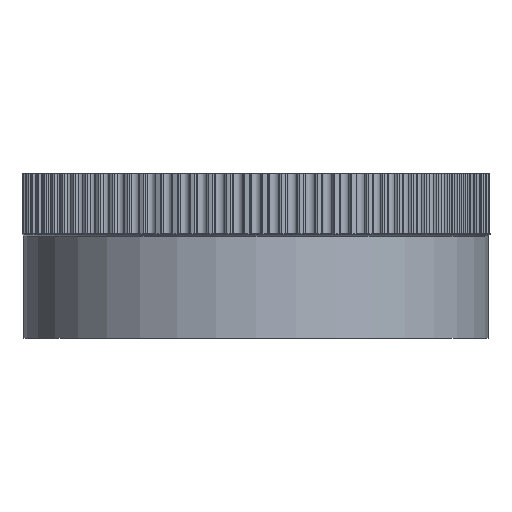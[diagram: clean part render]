
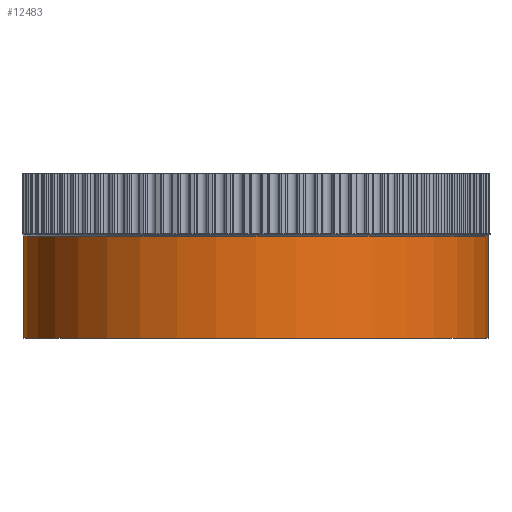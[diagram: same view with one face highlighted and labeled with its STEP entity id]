
A CAD part, front view. The second image highlights one B-rep face of the part: STEP entity #12483.
In plain terms, the highlighted cylindrical face has radius 25 mm (diameter 50 mm), a full revolution.
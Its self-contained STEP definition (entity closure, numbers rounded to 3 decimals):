
#986=FACE_OUTER_BOUND('',#1720,.T.);
#1720=EDGE_LOOP('',(#11238,#11239,#11240,#11241,#11242));
#2259=LINE('',#23534,#2793);
#2793=VECTOR('',#19376,25.);
#4178=CIRCLE('',#14605,25.);
#4179=CIRCLE('',#14606,25.);
#4185=CIRCLE('',#14619,25.);
#5409=VERTEX_POINT('',#23507);
#5410=VERTEX_POINT('',#23509);
#5415=VERTEX_POINT('',#23533);
#7346=EDGE_CURVE('',#5409,#5410,#4178,.T.);
#7347=EDGE_CURVE('',#5410,#5409,#4179,.T.);
#7358=EDGE_CURVE('',#5410,#5415,#2259,.T.);
#7359=EDGE_CURVE('',#5415,#5415,#4185,.T.);
#11238=ORIENTED_EDGE('',*,*,#7347,.F.);
#11239=ORIENTED_EDGE('',*,*,#7358,.T.);
#11240=ORIENTED_EDGE('',*,*,#7359,.T.);
#11241=ORIENTED_EDGE('',*,*,#7358,.F.);
#11242=ORIENTED_EDGE('',*,*,#7346,.F.);
#11761=CYLINDRICAL_SURFACE('',#14618,25.);
#12483=ADVANCED_FACE('',(#986),#11761,.T.);
#14605=AXIS2_PLACEMENT_3D('',#23510,#19343,#19344);
#14606=AXIS2_PLACEMENT_3D('',#23511,#19345,#19346);
#14618=AXIS2_PLACEMENT_3D('',#23532,#19374,#19375);
#14619=AXIS2_PLACEMENT_3D('',#23535,#19377,#19378);
#19343=DIRECTION('center_axis',(0.,0.,1.));
#19344=DIRECTION('ref_axis',(1.,0.,0.));
#19345=DIRECTION('center_axis',(0.,0.,1.));
#19346=DIRECTION('ref_axis',(1.,0.,0.));
#19374=DIRECTION('center_axis',(0.,0.,1.));
#19375=DIRECTION('ref_axis',(1.,0.,0.));
#19376=DIRECTION('',(0.,0.,-1.));
#19377=DIRECTION('center_axis',(0.,0.,1.));
#19378=DIRECTION('ref_axis',(1.,0.,0.));
#23507=CARTESIAN_POINT('',(25.,0.,11.));
#23509=CARTESIAN_POINT('',(-25.,0.,11.));
#23510=CARTESIAN_POINT('Origin',(0.,0.,11.));
#23511=CARTESIAN_POINT('Origin',(0.,0.,11.));
#23532=CARTESIAN_POINT('Origin',(0.,0.,0.));
#23533=CARTESIAN_POINT('',(-25.,0.,0.));
#23534=CARTESIAN_POINT('',(-25.,0.,0.));
#23535=CARTESIAN_POINT('Origin',(0.,0.,0.));
